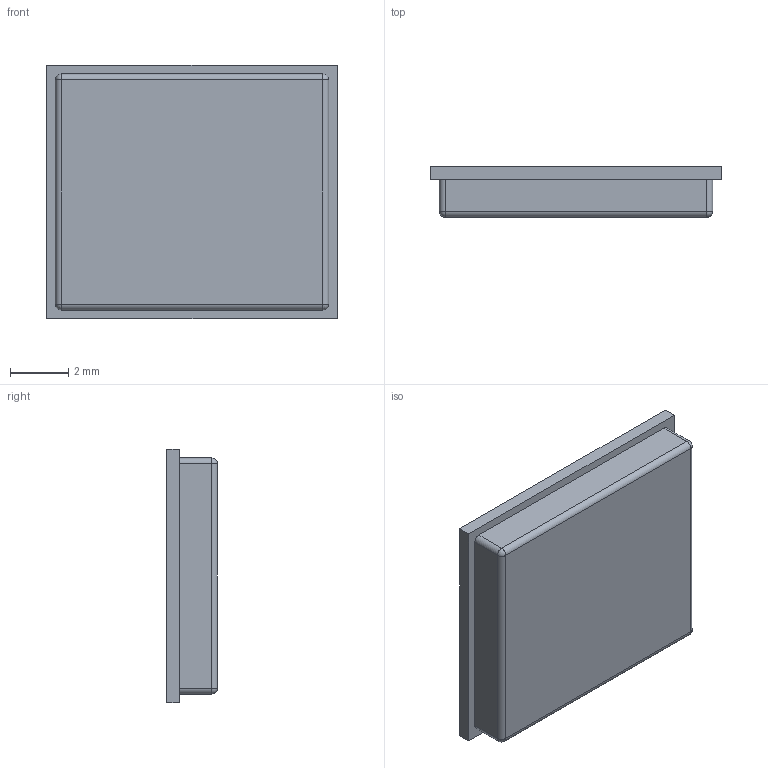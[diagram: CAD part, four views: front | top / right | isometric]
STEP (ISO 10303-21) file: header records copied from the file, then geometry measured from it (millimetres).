
FILE_DESCRIPTION (( 'STEP AP214' ), '1' );
FILE_NAME ('LBAA0XV2GT-001.STEP', '2024-10-21T05:21:34', ( '' ), ( '' ), 'SwSTEP 2.0', 'SolidWorks 2023', '' );
FILE_SCHEMA (( 'AUTOMOTIVE_DESIGN' ));
Length unit declared in the file: millimetre
Products named in the file (1): LBAA0XV2GT-001
Bounding box: 9.98 x 1.74 x 8.7 mm (x, y, z)
Volume: 136.6 mm3; surface area: 298.5 mm2
Topology: 49 solids, 49 shells, 553 faces, 1210 edges, 800 vertices
Faces by surface type: plane 541, cylinder 8, sphere 4
Entity records: 21318 total; most frequent: CARTESIAN_POINT 2560, ORIENTED_EDGE 2412, DIRECTION 2330, EDGE_CURVE 1206, LINE 1190, VECTOR 1190, VERTEX_POINT 800, UNCERTAINTY_MEASURE_WITH_UNIT 603
